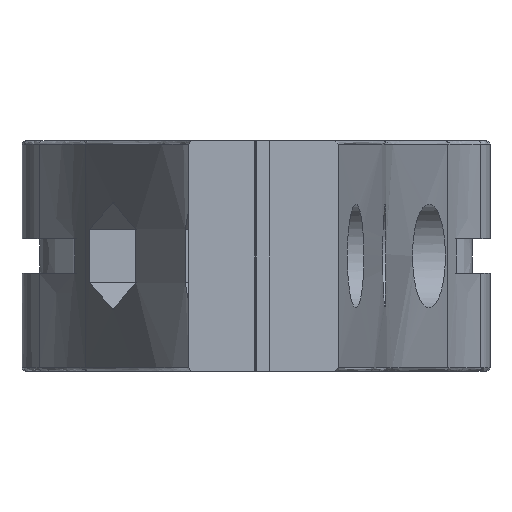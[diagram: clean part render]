
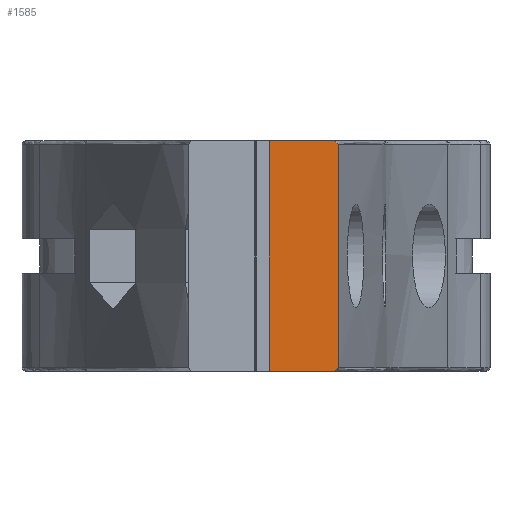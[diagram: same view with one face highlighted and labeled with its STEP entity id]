
A CAD part, front view. The second image highlights one B-rep face of the part: STEP entity #1585.
In plain terms, the highlighted planar face has unit normal (0, -1, 0).
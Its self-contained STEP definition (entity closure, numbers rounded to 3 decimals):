
#99=PLANE('',#1685);
#159=FACE_OUTER_BOUND('',#259,.T.);
#259=EDGE_LOOP('',(#1215,#1216,#1217,#1218,#1219,#1220));
#332=LINE('',#3585,#406);
#336=LINE('',#4013,#410);
#340=LINE('',#4176,#414);
#347=LINE('',#4212,#421);
#406=VECTOR('',#1755,10.);
#410=VECTOR('',#1765,10.);
#414=VECTOR('',#1771,10.);
#421=VECTOR('',#1810,10.);
#513=B_SPLINE_CURVE_WITH_KNOTS('',3,(#3404,#3405,#3406,#3407,#3408,#3409,
#3410,#3411,#3412,#3413,#3414,#3415),.UNSPECIFIED.,.F.,.F.,(4,2,2,2,2,4),
(0.,0.012,0.023,0.035,0.041,
0.048),.UNSPECIFIED.);
#520=B_SPLINE_CURVE_WITH_KNOTS('',3,(#3740,#3741,#3742,#3743,#3744,#3745,
#3746,#3747,#3748,#3749,#3750,#3751,#3752,#3753,#3754,#3755,#3756,#3757,
#3758,#3759,#3760,#3761,#3762,#3763,#3764,#3765,#3766,#3767,#3768,#3769,
#3770,#3771,#3772,#3773,#3774,#3775,#3776,#3777,#3778,#3779),
 .UNSPECIFIED.,.F.,.F.,(4,3,3,3,3,3,3,3,3,3,3,3,3,4),(0.,0.005,
0.011,0.012,0.018,0.023,
0.024,0.024,0.029,0.035,
0.036,0.041,0.047,0.048),
 .UNSPECIFIED.);
#644=VERTEX_POINT('',#3402);
#645=VERTEX_POINT('',#3403);
#650=VERTEX_POINT('',#3584);
#657=VERTEX_POINT('',#3738);
#658=VERTEX_POINT('',#3739);
#673=VERTEX_POINT('',#4174);
#822=EDGE_CURVE('',#644,#645,#513,.T.);
#832=EDGE_CURVE('',#650,#645,#332,.T.);
#840=EDGE_CURVE('',#657,#658,#520,.T.);
#851=EDGE_CURVE('',#644,#658,#336,.T.);
#863=EDGE_CURVE('',#657,#673,#340,.T.);
#878=EDGE_CURVE('',#650,#673,#347,.T.);
#1215=ORIENTED_EDGE('',*,*,#822,.F.);
#1216=ORIENTED_EDGE('',*,*,#851,.T.);
#1217=ORIENTED_EDGE('',*,*,#840,.F.);
#1218=ORIENTED_EDGE('',*,*,#863,.T.);
#1219=ORIENTED_EDGE('',*,*,#878,.F.);
#1220=ORIENTED_EDGE('',*,*,#832,.T.);
#1585=ADVANCED_FACE('',(#159),#99,.T.);
#1685=AXIS2_PLACEMENT_3D('',#4211,#1808,#1809);
#1755=DIRECTION('',(1.,0.,0.));
#1765=DIRECTION('',(0.,0.,1.));
#1771=DIRECTION('',(-1.,0.,0.));
#1808=DIRECTION('center_axis',(0.,-1.,0.));
#1809=DIRECTION('ref_axis',(1.,0.,0.));
#1810=DIRECTION('',(0.,0.,1.));
#3402=CARTESIAN_POINT('',(7.129,-69.708,0.3));
#3403=CARTESIAN_POINT('',(6.824,-69.708,0.));
#3404=CARTESIAN_POINT('Ctrl Pts',(7.129,-69.708,0.3));
#3405=CARTESIAN_POINT('Ctrl Pts',(7.129,-69.708,0.262));
#3406=CARTESIAN_POINT('Ctrl Pts',(7.121,-69.708,0.223));
#3407=CARTESIAN_POINT('Ctrl Pts',(7.092,-69.708,0.152));
#3408=CARTESIAN_POINT('Ctrl Pts',(7.071,-69.708,0.119));
#3409=CARTESIAN_POINT('Ctrl Pts',(7.016,-69.708,0.063));
#3410=CARTESIAN_POINT('Ctrl Pts',(6.983,-69.708,0.041));
#3411=CARTESIAN_POINT('Ctrl Pts',(6.927,-69.708,0.017));
#3412=CARTESIAN_POINT('Ctrl Pts',(6.907,-69.708,0.011));
#3413=CARTESIAN_POINT('Ctrl Pts',(6.866,-69.708,0.002));
#3414=CARTESIAN_POINT('Ctrl Pts',(6.845,-69.708,0.));
#3415=CARTESIAN_POINT('Ctrl Pts',(6.824,-69.708,0.));
#3584=CARTESIAN_POINT('',(1.129,-69.708,0.));
#3585=CARTESIAN_POINT('',(1.129,-69.708,0.));
#3738=CARTESIAN_POINT('',(6.824,-69.708,20.));
#3739=CARTESIAN_POINT('',(7.129,-69.708,19.7));
#3740=CARTESIAN_POINT('Ctrl Pts',(6.824,-69.708,20.));
#3741=CARTESIAN_POINT('Ctrl Pts',(6.842,-69.708,20.));
#3742=CARTESIAN_POINT('Ctrl Pts',(6.86,-69.708,19.998));
#3743=CARTESIAN_POINT('Ctrl Pts',(6.878,-69.708,19.995));
#3744=CARTESIAN_POINT('Ctrl Pts',(6.896,-69.708,19.992));
#3745=CARTESIAN_POINT('Ctrl Pts',(6.914,-69.708,19.987));
#3746=CARTESIAN_POINT('Ctrl Pts',(6.931,-69.708,19.981));
#3747=CARTESIAN_POINT('Ctrl Pts',(6.934,-69.708,19.979));
#3748=CARTESIAN_POINT('Ctrl Pts',(6.938,-69.708,19.978));
#3749=CARTESIAN_POINT('Ctrl Pts',(6.942,-69.708,19.976));
#3750=CARTESIAN_POINT('Ctrl Pts',(6.959,-69.708,19.97));
#3751=CARTESIAN_POINT('Ctrl Pts',(6.975,-69.708,19.961));
#3752=CARTESIAN_POINT('Ctrl Pts',(6.99,-69.708,19.951));
#3753=CARTESIAN_POINT('Ctrl Pts',(7.005,-69.708,19.942));
#3754=CARTESIAN_POINT('Ctrl Pts',(7.019,-69.708,19.931));
#3755=CARTESIAN_POINT('Ctrl Pts',(7.032,-69.708,19.919));
#3756=CARTESIAN_POINT('Ctrl Pts',(7.035,-69.708,19.917));
#3757=CARTESIAN_POINT('Ctrl Pts',(7.037,-69.708,19.915));
#3758=CARTESIAN_POINT('Ctrl Pts',(7.04,-69.708,19.912));
#3759=CARTESIAN_POINT('Ctrl Pts',(7.04,-69.708,19.912));
#3760=CARTESIAN_POINT('Ctrl Pts',(7.04,-69.708,19.912));
#3761=CARTESIAN_POINT('Ctrl Pts',(7.041,-69.708,19.911));
#3762=CARTESIAN_POINT('Ctrl Pts',(7.053,-69.708,19.899));
#3763=CARTESIAN_POINT('Ctrl Pts',(7.065,-69.708,19.885));
#3764=CARTESIAN_POINT('Ctrl Pts',(7.075,-69.708,19.87));
#3765=CARTESIAN_POINT('Ctrl Pts',(7.085,-69.708,19.856));
#3766=CARTESIAN_POINT('Ctrl Pts',(7.094,-69.708,19.84));
#3767=CARTESIAN_POINT('Ctrl Pts',(7.102,-69.708,19.823));
#3768=CARTESIAN_POINT('Ctrl Pts',(7.103,-69.708,19.82));
#3769=CARTESIAN_POINT('Ctrl Pts',(7.104,-69.708,19.817));
#3770=CARTESIAN_POINT('Ctrl Pts',(7.106,-69.708,19.815));
#3771=CARTESIAN_POINT('Ctrl Pts',(7.113,-69.708,19.798));
#3772=CARTESIAN_POINT('Ctrl Pts',(7.118,-69.708,19.78));
#3773=CARTESIAN_POINT('Ctrl Pts',(7.122,-69.708,19.763));
#3774=CARTESIAN_POINT('Ctrl Pts',(7.126,-69.708,19.746));
#3775=CARTESIAN_POINT('Ctrl Pts',(7.128,-69.708,19.728));
#3776=CARTESIAN_POINT('Ctrl Pts',(7.129,-69.708,19.711));
#3777=CARTESIAN_POINT('Ctrl Pts',(7.129,-69.708,19.707));
#3778=CARTESIAN_POINT('Ctrl Pts',(7.129,-69.708,19.704));
#3779=CARTESIAN_POINT('Ctrl Pts',(7.129,-69.708,19.7));
#4013=CARTESIAN_POINT('',(7.129,-69.708,0.));
#4174=CARTESIAN_POINT('',(1.129,-69.708,20.));
#4176=CARTESIAN_POINT('',(0.845,-69.708,20.));
#4211=CARTESIAN_POINT('Origin',(1.129,-69.708,0.));
#4212=CARTESIAN_POINT('',(1.129,-69.708,0.));
